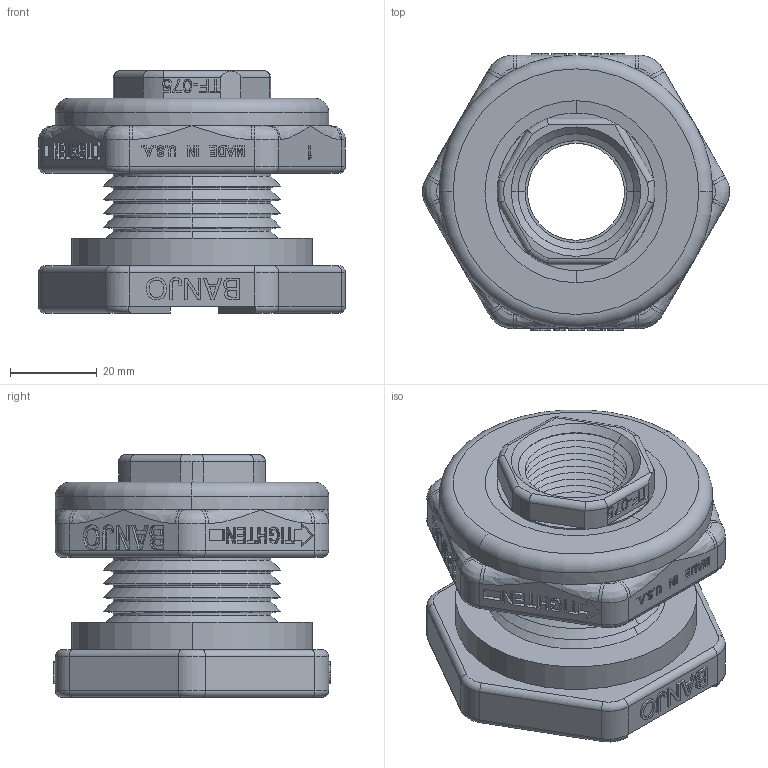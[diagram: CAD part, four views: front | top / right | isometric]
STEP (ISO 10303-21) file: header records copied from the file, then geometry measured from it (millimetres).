
FILE_DESCRIPTION((''),'2;1');
FILE_NAME('TF075.stp','2014-12-11T09:01:13',(''),(''),'Mechanical Desktop 2009','Mechanical Desktop 2009',', , ');
FILE_SCHEMA(('CONFIG_CONTROL_DESIGN'));
Length unit declared in the file: inch
Products named in the file (7): TF075; TF071; PART1A; TF073; PART1; 150G; 150GA
Assembly tree (6 placements, depth 3):
  TF075
    TF071
      PART1A
    TF073
      PART1
    150G
      150GA
Bounding box: 70.77 x 64.01 x 55.88 mm (x, y, z)
Volume: 101929.8 mm3; surface area: 41094.6 mm2
Topology: 3 solids, 3 shells, 1008 faces, 2608 edges, 1664 vertices
Faces by surface type: plane 486, bspline 255, cone 161, cylinder 82, torus 24
Entity records: 32599 total; most frequent: CARTESIAN_POINT 9346, ORIENTED_EDGE 5188, DIRECTION 4019, EDGE_CURVE 2594, VECTOR 1681, LINE 1681, VERTEX_POINT 1660, AXIS2_PLACEMENT_3D 1169
